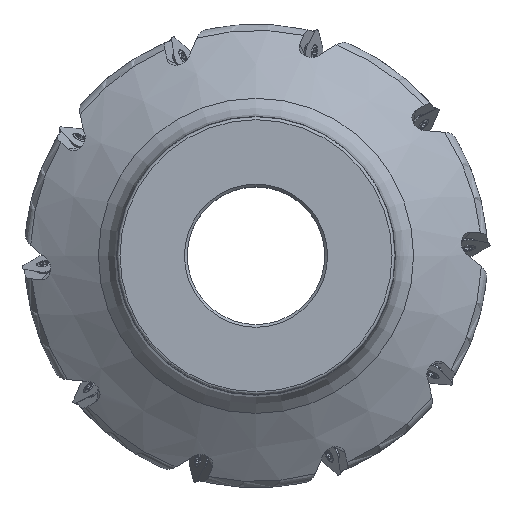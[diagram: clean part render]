
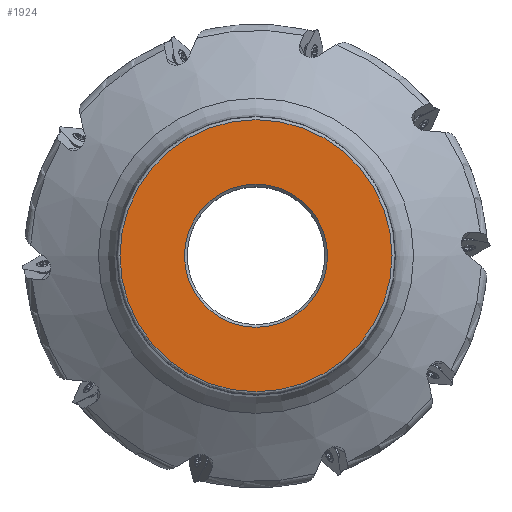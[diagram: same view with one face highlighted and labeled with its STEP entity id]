
A CAD part, top view. The second image highlights one B-rep face of the part: STEP entity #1924.
In plain terms, the highlighted planar face has unit normal (0, 0, 1).
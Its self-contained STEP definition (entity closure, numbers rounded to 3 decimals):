
#1924=ADVANCED_FACE('SU_1',(#3832,#3833),#2804,.F.);
#2804=PLANE('',#19894);
#3449=CIRCLE('',#19892,50.193);
#3450=CIRCLE('',#19893,26.408);
#3832=FACE_BOUND('',#4266,.T.);
#3833=FACE_BOUND('',#4267,.T.);
#4266=EDGE_LOOP('',(#9393));
#4267=EDGE_LOOP('',(#9394));
#9393=ORIENTED_EDGE('',*,*,#16751,.T.);
#9394=ORIENTED_EDGE('',*,*,#16752,.F.);
#14616=VERTEX_POINT('',#32238);
#14617=VERTEX_POINT('',#32240);
#16751=EDGE_CURVE('',#14616,#14616,#3449,.T.);
#16752=EDGE_CURVE('',#14617,#14617,#3450,.T.);
#19892=AXIS2_PLACEMENT_3D('',#32237,#22588,#22589);
#19893=AXIS2_PLACEMENT_3D('',#32239,#22590,#22591);
#19894=AXIS2_PLACEMENT_3D('',#32241,#22592,#22593);
#22588=DIRECTION('',(0.,0.,1.));
#22589=DIRECTION('',(1.,0.,0.));
#22590=DIRECTION('',(0.,0.,1.));
#22591=DIRECTION('',(1.,0.,0.));
#22592=DIRECTION('',(0.,0.,-1.));
#22593=DIRECTION('',(-1.,0.,0.));
#32237=CARTESIAN_POINT('',(0.,0.,0.));
#32238=CARTESIAN_POINT('',(50.193,0.,0.));
#32239=CARTESIAN_POINT('',(0.,0.,0.));
#32240=CARTESIAN_POINT('',(26.408,0.,0.));
#32241=CARTESIAN_POINT('',(-51.193,0.,0.));
